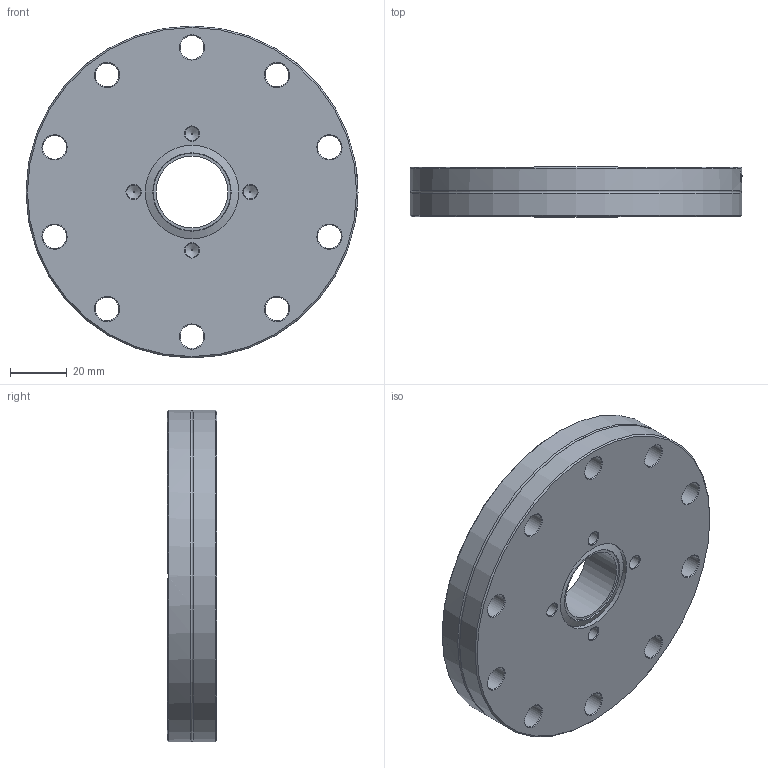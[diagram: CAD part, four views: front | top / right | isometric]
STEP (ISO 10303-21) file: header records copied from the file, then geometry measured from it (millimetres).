
FILE_DESCRIPTION(/* description */ (''),/* implementation_level */ '2;1');
FILE_NAME(/* name */ 'FL-Z75-25.stp',/* time_stamp */ '2023-02-06T12:32:08Z',/* author */ ('Paul'),/* organization */ (''),/* preprocessor_version */ 'ST-DEVELOPER v19.2',/* originating_system */ 'Autodesk Inventor 2023',/* authorisation */ '');
FILE_SCHEMA (('AUTOMOTIVE_DESIGN { 1 0 10303 214 3 1 1 }'));
Length unit declared in the file: millimetre
Products named in the file (1): FL-Z75-25
Bounding box: 117.5 x 17.5 x 117.5 mm (x, y, z)
Volume: 162236.9 mm3; surface area: 33470.7 mm2
Topology: 1 solids, 1 shells, 153 faces, 411 edges, 268 vertices
Faces by surface type: bspline 53, cone 35, plane 35, cylinder 29, torus 1
Full cylindrical faces by diameter (mm): 4.917 x4, 8.4 x10, 25.4 x1, 33.02 x1, 91.6 x1, 117.5 x2
Entity records: 17307 total; most frequent: CARTESIAN_POINT 13712, ORIENTED_EDGE 822, DIRECTION 581, EDGE_CURVE 411, VERTEX_POINT 268, AXIS2_PLACEMENT_3D 214, EDGE_LOOP 191, FACE_OUTER_BOUND 153
